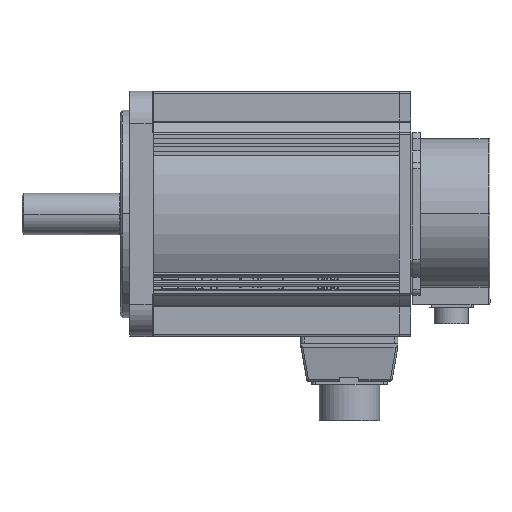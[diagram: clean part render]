
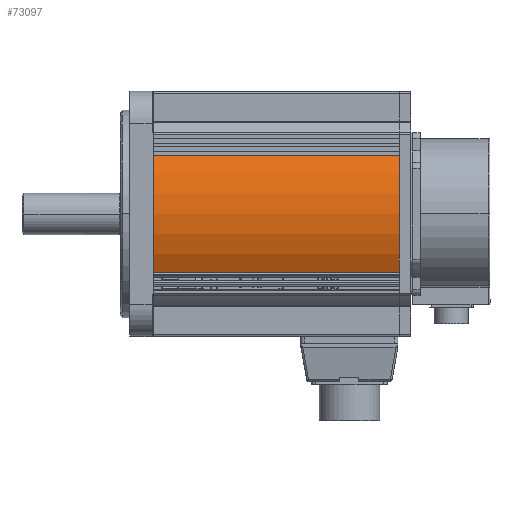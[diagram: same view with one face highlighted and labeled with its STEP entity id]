
A CAD part, top view. The second image highlights one B-rep face of the part: STEP entity #73097.
In plain terms, the highlighted cylindrical face has radius 65 mm (diameter 130 mm), a partial arc.
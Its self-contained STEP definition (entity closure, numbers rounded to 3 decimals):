
#1074 = CIRCLE ( 'NONE', #33734, 65. ) ;
#2847 = ORIENTED_EDGE ( 'NONE', *, *, #32829, .T. ) ;
#3850 = AXIS2_PLACEMENT_3D ( 'NONE', #55468, #103005, #55118 ) ;
#4123 = VERTEX_POINT ( 'NONE', #56758 ) ;
#9048 = CARTESIAN_POINT ( 'NONE',  ( 130.347, 0., 0. ) ) ;
#11682 = CARTESIAN_POINT ( 'NONE',  ( 130.347, 31., 57.131 ) ) ;
#12502 = ORIENTED_EDGE ( 'NONE', *, *, #81077, .T. ) ;
#15069 = VERTEX_POINT ( 'NONE', #25039 ) ;
#18509 = DIRECTION ( 'NONE',  ( 1., 0., 0. ) ) ;
#19452 = DIRECTION ( 'NONE',  ( 0., 1., 0. ) ) ;
#20695 = ORIENTED_EDGE ( 'NONE', *, *, #38075, .F. ) ;
#22695 = CYLINDRICAL_SURFACE ( 'NONE', #3850, 65. ) ;
#23888 = FACE_OUTER_BOUND ( 'NONE', #66683, .T. ) ;
#24933 = VERTEX_POINT ( 'NONE', #54554 ) ;
#25039 = CARTESIAN_POINT ( 'NONE',  ( -0.153, -31., 57.131 ) ) ;
#27696 = VECTOR ( 'NONE', #41454, 1000. ) ;
#32829 = EDGE_CURVE ( 'NONE', #4123, #24933, #99037, .T. ) ;
#33734 = AXIS2_PLACEMENT_3D ( 'NONE', #42640, #18509, #66546 ) ;
#36111 = ORIENTED_EDGE ( 'NONE', *, *, #84593, .F. ) ;
#38075 = EDGE_CURVE ( 'NONE', #4123, #80898, #76112, .T. ) ;
#41454 = DIRECTION ( 'NONE',  ( -1., 0., 0. ) ) ;
#42640 = CARTESIAN_POINT ( 'NONE',  ( -0.153, 0., 0. ) ) ;
#47688 = LINE ( 'NONE', #89640, #27696 ) ;
#49487 = DIRECTION ( 'NONE',  ( 1., 0., 0. ) ) ;
#54554 = CARTESIAN_POINT ( 'NONE',  ( -0.153, 31., 57.131 ) ) ;
#55118 = DIRECTION ( 'NONE',  ( 0., -1., 0. ) ) ;
#55468 = CARTESIAN_POINT ( 'NONE',  ( 130.347, 0., 0. ) ) ;
#56758 = CARTESIAN_POINT ( 'NONE',  ( 130.347, 31., 57.131 ) ) ;
#59030 = DIRECTION ( 'NONE',  ( -1., 0., 0. ) ) ;
#65424 = VECTOR ( 'NONE', #59030, 1000. ) ;
#66546 = DIRECTION ( 'NONE',  ( 0., 1., 0. ) ) ;
#66683 = EDGE_LOOP ( 'NONE', ( #12502, #36111, #20695, #2847 ) ) ;
#73097 = ADVANCED_FACE ( 'NONE', ( #23888 ), #22695, .T. ) ;
#76112 = CIRCLE ( 'NONE', #80239, 65. ) ;
#80239 = AXIS2_PLACEMENT_3D ( 'NONE', #9048, #49487, #19452 ) ;
#80898 = VERTEX_POINT ( 'NONE', #95405 ) ;
#81077 = EDGE_CURVE ( 'NONE', #24933, #15069, #1074, .T. ) ;
#84593 = EDGE_CURVE ( 'NONE', #80898, #15069, #47688, .T. ) ;
#89640 = CARTESIAN_POINT ( 'NONE',  ( 130.347, -31., 57.131 ) ) ;
#95405 = CARTESIAN_POINT ( 'NONE',  ( 130.347, -31., 57.131 ) ) ;
#99037 = LINE ( 'NONE', #11682, #65424 ) ;
#103005 = DIRECTION ( 'NONE',  ( -1., 0., 0. ) ) ;
